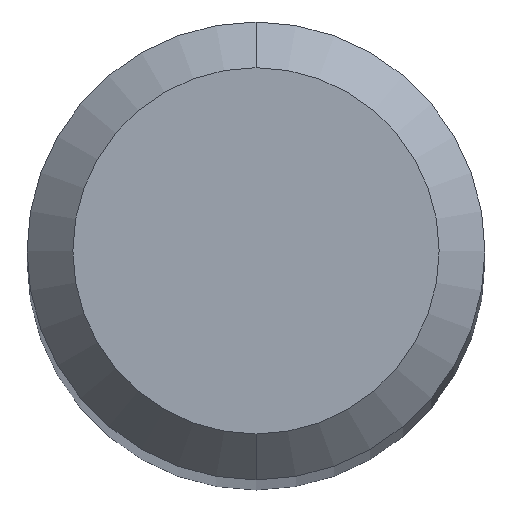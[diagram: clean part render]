
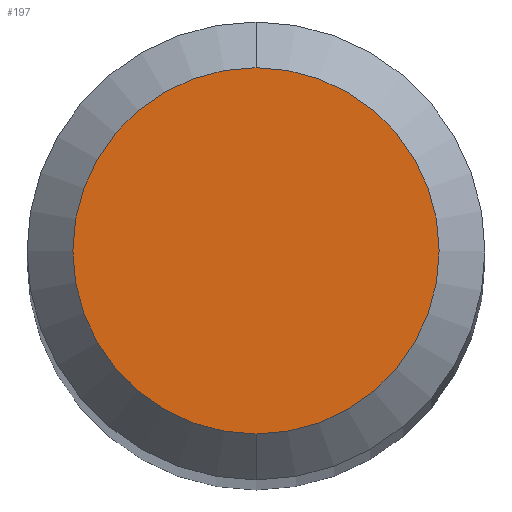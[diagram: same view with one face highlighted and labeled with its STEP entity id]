
A CAD part, top view. The second image highlights one B-rep face of the part: STEP entity #197.
In plain terms, the highlighted planar face has unit normal (0, 0, 1).
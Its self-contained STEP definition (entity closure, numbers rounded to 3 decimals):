
#197=ADVANCED_FACE('',(#491),#492,.T.);
#267=EDGE_CURVE('',#341,#317,#573,.T.);
#317=VERTEX_POINT('',#626);
#341=VERTEX_POINT('',#654);
#375=EDGE_CURVE('',#317,#341,#691,.T.);
#491=FACE_OUTER_BOUND('',#812,.T.);
#492=PLANE('',#813);
#573=CIRCLE('',#1023,1.2);
#626=CARTESIAN_POINT('',(0.,-1.2,0.0));
#654=CARTESIAN_POINT('',(0.0,1.2,0.0));
#691=CIRCLE('',#1209,1.2);
#812=EDGE_LOOP('',(#1412,#1413));
#813=AXIS2_PLACEMENT_3D('',#1414,#1415,#1416);
#1023=AXIS2_PLACEMENT_3D('',#1523,#1524,#1525);
#1209=AXIS2_PLACEMENT_3D('',#1664,#1665,#1666);
#1412=ORIENTED_EDGE('',*,*,#267,.F.);
#1413=ORIENTED_EDGE('',*,*,#375,.F.);
#1414=CARTESIAN_POINT('',(0.0,0.6,0.0));
#1415=DIRECTION('',(-0.0,0.0,1.0));
#1416=DIRECTION('',(0.0,-1.0,0.0));
#1523=CARTESIAN_POINT('',(0.0,0.0,0.0));
#1524=DIRECTION('',(0.0,0.0,-1.0));
#1525=DIRECTION('',(0.0,1.0,0.0));
#1664=CARTESIAN_POINT('',(0.0,0.0,0.0));
#1665=DIRECTION('',(0.0,0.0,-1.0));
#1666=DIRECTION('',(0.0,1.0,0.0));
